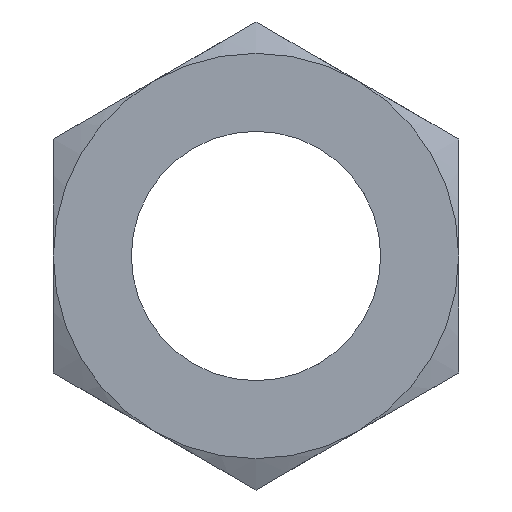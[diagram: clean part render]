
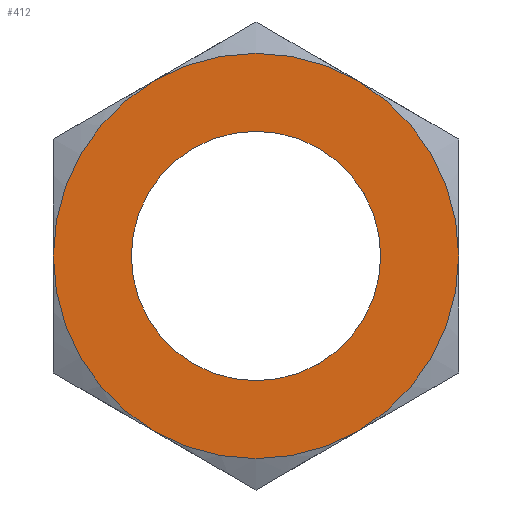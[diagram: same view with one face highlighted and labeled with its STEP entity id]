
A CAD part, front view. The second image highlights one B-rep face of the part: STEP entity #412.
In plain terms, the highlighted planar face has unit normal (0, -1, 0).
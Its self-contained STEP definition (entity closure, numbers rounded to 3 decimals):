
#79=FACE_BOUND('',#124,.T.);
#91=FACE_OUTER_BOUND('',#123,.T.);
#123=EDGE_LOOP('',(#304,#305,#306,#307,#308,#309));
#124=EDGE_LOOP('',(#310));
#164=CIRCLE('',#470,6.5);
#165=CIRCLE('',#472,4.);
#166=CIRCLE('',#475,6.5);
#167=CIRCLE('',#476,6.5);
#168=CIRCLE('',#477,6.5);
#169=CIRCLE('',#478,6.5);
#170=CIRCLE('',#479,6.5);
#190=VERTEX_POINT('',#674);
#191=VERTEX_POINT('',#675);
#193=VERTEX_POINT('',#685);
#194=VERTEX_POINT('',#690);
#195=VERTEX_POINT('',#692);
#196=VERTEX_POINT('',#694);
#197=VERTEX_POINT('',#696);
#230=EDGE_CURVE('',#190,#191,#164,.T.);
#234=EDGE_CURVE('',#193,#193,#165,.T.);
#235=EDGE_CURVE('',#191,#194,#166,.T.);
#236=EDGE_CURVE('',#194,#195,#167,.T.);
#237=EDGE_CURVE('',#195,#196,#168,.T.);
#238=EDGE_CURVE('',#196,#197,#169,.T.);
#239=EDGE_CURVE('',#197,#190,#170,.T.);
#304=ORIENTED_EDGE('',*,*,#230,.T.);
#305=ORIENTED_EDGE('',*,*,#235,.T.);
#306=ORIENTED_EDGE('',*,*,#236,.T.);
#307=ORIENTED_EDGE('',*,*,#237,.T.);
#308=ORIENTED_EDGE('',*,*,#238,.T.);
#309=ORIENTED_EDGE('',*,*,#239,.T.);
#310=ORIENTED_EDGE('',*,*,#234,.F.);
#394=PLANE('',#474);
#412=ADVANCED_FACE('',(#91,#79),#394,.F.);
#470=AXIS2_PLACEMENT_3D('',#676,#551,#552);
#472=AXIS2_PLACEMENT_3D('',#687,#556,#557);
#474=AXIS2_PLACEMENT_3D('',#689,#560,#561);
#475=AXIS2_PLACEMENT_3D('',#691,#562,#563);
#476=AXIS2_PLACEMENT_3D('',#693,#564,#565);
#477=AXIS2_PLACEMENT_3D('',#695,#566,#567);
#478=AXIS2_PLACEMENT_3D('',#697,#568,#569);
#479=AXIS2_PLACEMENT_3D('',#698,#570,#571);
#551=DIRECTION('center_axis',(0.,-1.,0.));
#552=DIRECTION('ref_axis',(0.,0.,-1.));
#556=DIRECTION('center_axis',(0.,-1.,0.));
#557=DIRECTION('ref_axis',(0.,0.,-1.));
#560=DIRECTION('center_axis',(0.,1.,0.));
#561=DIRECTION('ref_axis',(0.,0.,1.));
#562=DIRECTION('center_axis',(0.,-1.,0.));
#563=DIRECTION('ref_axis',(0.,0.,-1.));
#564=DIRECTION('center_axis',(0.,-1.,0.));
#565=DIRECTION('ref_axis',(0.,0.,-1.));
#566=DIRECTION('center_axis',(0.,-1.,0.));
#567=DIRECTION('ref_axis',(0.,0.,-1.));
#568=DIRECTION('center_axis',(0.,-1.,0.));
#569=DIRECTION('ref_axis',(0.,0.,-1.));
#570=DIRECTION('center_axis',(0.,-1.,0.));
#571=DIRECTION('ref_axis',(0.,0.,-1.));
#674=CARTESIAN_POINT('',(3.25,0.,5.629));
#675=CARTESIAN_POINT('',(-3.25,0.,5.629));
#676=CARTESIAN_POINT('Origin',(0.,0.,0.));
#685=CARTESIAN_POINT('',(0.,0.,4.));
#687=CARTESIAN_POINT('Origin',(0.,0.,0.));
#689=CARTESIAN_POINT('Origin',(-6.5,0.,-11.258));
#690=CARTESIAN_POINT('',(-6.5,0.,0.));
#691=CARTESIAN_POINT('Origin',(0.,0.,0.));
#692=CARTESIAN_POINT('',(-3.25,0.,-5.629));
#693=CARTESIAN_POINT('Origin',(0.,0.,0.));
#694=CARTESIAN_POINT('',(3.25,0.,-5.629));
#695=CARTESIAN_POINT('Origin',(0.,0.,0.));
#696=CARTESIAN_POINT('',(6.5,0.,0.));
#697=CARTESIAN_POINT('Origin',(0.,0.,0.));
#698=CARTESIAN_POINT('Origin',(0.,0.,0.));
